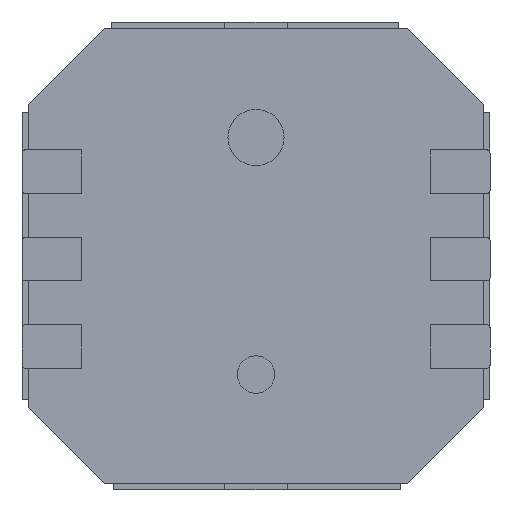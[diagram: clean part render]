
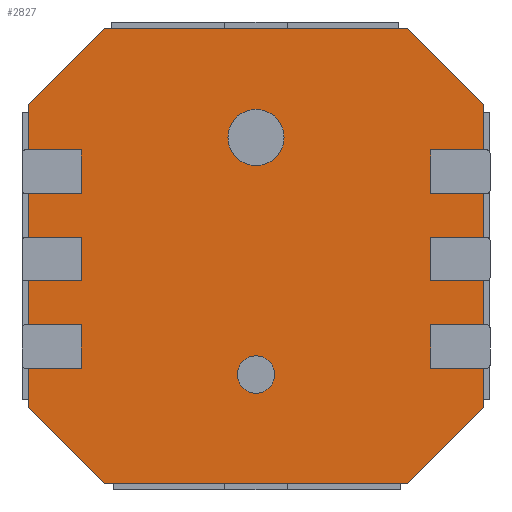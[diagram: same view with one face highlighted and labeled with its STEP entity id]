
A CAD part, front view. The second image highlights one B-rep face of the part: STEP entity #2827.
In plain terms, the highlighted planar face has unit normal (0, -1, 0).
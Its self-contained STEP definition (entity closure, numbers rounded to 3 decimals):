
#268=FACE_OUTER_BOUND('',#445,.T.);
#445=EDGE_LOOP('',(#2458,#2459,#2460,#2461,#2462,#2463,#2464,#2465));
#702=LINE('',#4671,#990);
#706=LINE('',#4679,#994);
#709=LINE('',#4685,#997);
#712=LINE('',#4691,#1000);
#715=LINE('',#4697,#1003);
#718=LINE('',#4703,#1006);
#721=LINE('',#4709,#1009);
#724=LINE('',#4714,#1012);
#990=VECTOR('',#3858,10.);
#994=VECTOR('',#3864,10.);
#997=VECTOR('',#3869,10.);
#1000=VECTOR('',#3874,10.);
#1003=VECTOR('',#3879,10.);
#1006=VECTOR('',#3884,10.);
#1009=VECTOR('',#3889,10.);
#1012=VECTOR('',#3894,10.);
#1346=VERTEX_POINT('',#4669);
#1347=VERTEX_POINT('',#4670);
#1350=VERTEX_POINT('',#4678);
#1352=VERTEX_POINT('',#4684);
#1354=VERTEX_POINT('',#4690);
#1356=VERTEX_POINT('',#4696);
#1358=VERTEX_POINT('',#4702);
#1360=VERTEX_POINT('',#4708);
#1711=EDGE_CURVE('',#1346,#1347,#702,.T.);
#1715=EDGE_CURVE('',#1346,#1350,#706,.T.);
#1718=EDGE_CURVE('',#1350,#1352,#709,.T.);
#1721=EDGE_CURVE('',#1352,#1354,#712,.T.);
#1724=EDGE_CURVE('',#1354,#1356,#715,.T.);
#1727=EDGE_CURVE('',#1356,#1358,#718,.T.);
#1730=EDGE_CURVE('',#1360,#1358,#721,.T.);
#1733=EDGE_CURVE('',#1347,#1360,#724,.T.);
#2458=ORIENTED_EDGE('',*,*,#1733,.F.);
#2459=ORIENTED_EDGE('',*,*,#1711,.F.);
#2460=ORIENTED_EDGE('',*,*,#1715,.T.);
#2461=ORIENTED_EDGE('',*,*,#1718,.T.);
#2462=ORIENTED_EDGE('',*,*,#1721,.T.);
#2463=ORIENTED_EDGE('',*,*,#1724,.T.);
#2464=ORIENTED_EDGE('',*,*,#1727,.T.);
#2465=ORIENTED_EDGE('',*,*,#1730,.F.);
#2657=PLANE('',#3121);
#2827=ADVANCED_FACE('',(#268),#2657,.F.);
#3121=AXIS2_PLACEMENT_3D('',#4717,#3898,#3899);
#3858=DIRECTION('',(0.707,0.,0.707));
#3864=DIRECTION('',(0.,0.,-1.));
#3869=DIRECTION('',(0.707,0.,-0.707));
#3874=DIRECTION('',(1.,0.,0.));
#3879=DIRECTION('',(0.707,0.,0.707));
#3884=DIRECTION('',(0.,0.,1.));
#3889=DIRECTION('',(0.707,0.,-0.707));
#3894=DIRECTION('',(1.,0.,0.));
#3898=DIRECTION('center_axis',(0.,1.,0.));
#3899=DIRECTION('ref_axis',(1.,0.,0.));
#4669=CARTESIAN_POINT('',(-3.65,0.,2.43));
#4670=CARTESIAN_POINT('',(-2.43,0.,3.65));
#4671=CARTESIAN_POINT('',(-3.65,0.,2.43));
#4678=CARTESIAN_POINT('',(-3.65,0.,-2.43));
#4679=CARTESIAN_POINT('',(-3.65,0.,-2.3));
#4684=CARTESIAN_POINT('',(-2.43,0.,-3.65));
#4685=CARTESIAN_POINT('',(-3.65,0.,-2.43));
#4690=CARTESIAN_POINT('',(2.43,0.,-3.65));
#4691=CARTESIAN_POINT('',(0.,0.,-3.65));
#4696=CARTESIAN_POINT('',(3.65,0.,-2.43));
#4697=CARTESIAN_POINT('',(2.43,0.,-3.65));
#4702=CARTESIAN_POINT('',(3.65,0.,2.43));
#4703=CARTESIAN_POINT('',(3.65,0.,-2.3));
#4708=CARTESIAN_POINT('',(2.43,0.,3.65));
#4709=CARTESIAN_POINT('',(2.43,0.,3.65));
#4714=CARTESIAN_POINT('',(-2.315,0.,3.65));
#4717=CARTESIAN_POINT('Origin',(0.,0.,0.));
